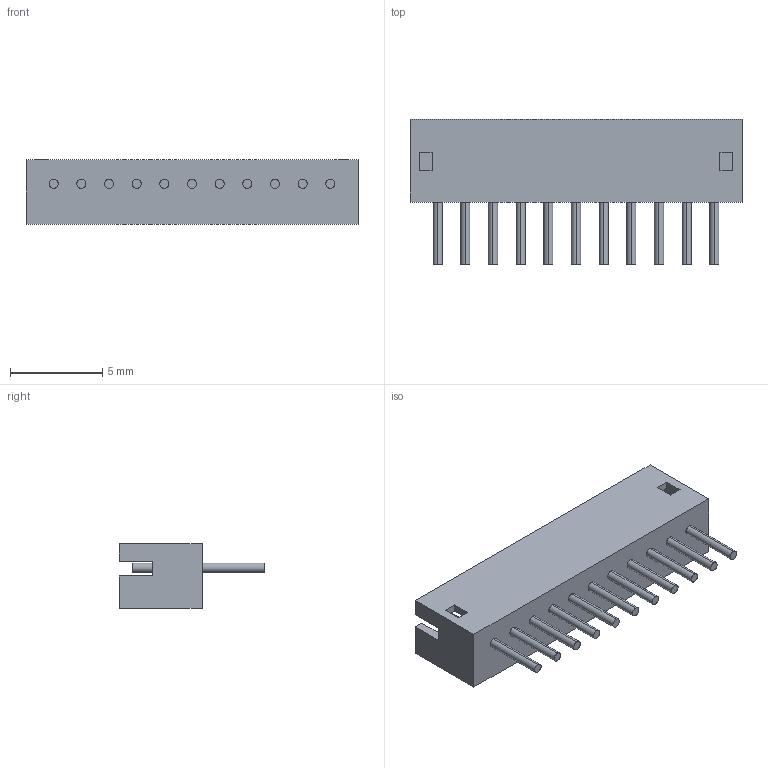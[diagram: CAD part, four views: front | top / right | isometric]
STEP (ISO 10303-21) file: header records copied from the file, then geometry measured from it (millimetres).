
FILE_DESCRIPTION (( 'STEP AP214' ), '1' );
FILE_NAME ('B11B-ZR-3.4.STEP', '2010-06-16T04:56:59', ( ' ' ), ( ' ' ), 'SwSTEP 2.0', 'SolidWorks 2005235', '' );
FILE_SCHEMA (( 'AUTOMOTIVE_DESIGN' ));
Length unit declared in the file: millimetre
Products named in the file (1): B11B-ZR-3.4
Bounding box: 18 x 7.9 x 3.5 mm (x, y, z)
Volume: 145.6 mm3; surface area: 547.5 mm2
Topology: 1 solids, 1 shells, 92 faces, 210 edges, 140 vertices
Faces by surface type: plane 48, cylinder 44
Entity records: 3665 total; most frequent: DIRECTION 484, CARTESIAN_POINT 443, ORIENTED_EDGE 420, EDGE_CURVE 210, AXIS2_PLACEMENT_3D 181, VERTEX_POINT 140, VECTOR 122, LINE 122
